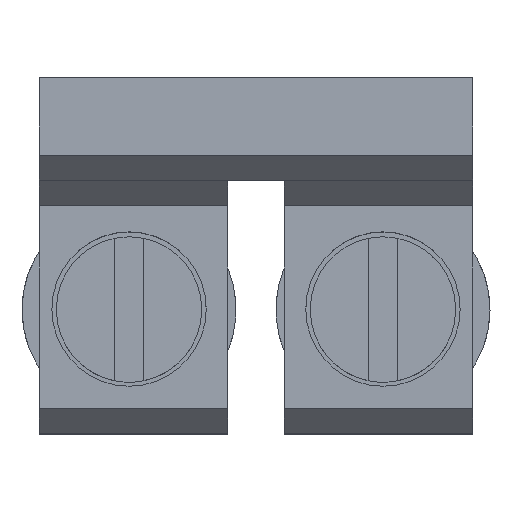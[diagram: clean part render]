
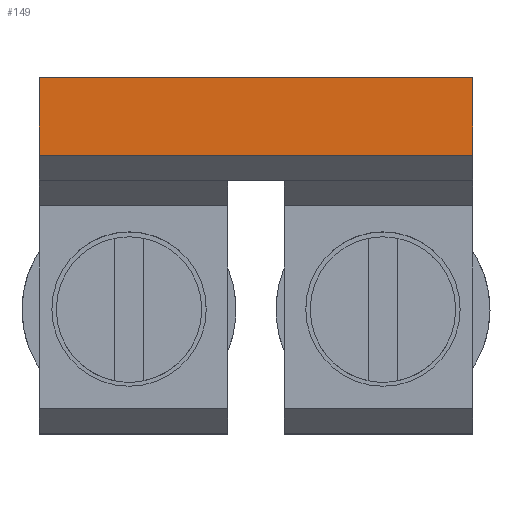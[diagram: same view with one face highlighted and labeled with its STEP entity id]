
A CAD part, top view. The second image highlights one B-rep face of the part: STEP entity #149.
In plain terms, the highlighted planar face has unit normal (0, 0, 1).
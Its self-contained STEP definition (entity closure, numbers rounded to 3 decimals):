
#149 = ADVANCED_FACE( '', ( #371 ), #372, .F. );
#371 = FACE_OUTER_BOUND( '', #679, .T. );
#372 = PLANE( '', #680 );
#679 = EDGE_LOOP( '', ( #1062, #1063, #1064, #1065 ) );
#680 = AXIS2_PLACEMENT_3D( '', #1066, #1067, #1068 );
#1062 = ORIENTED_EDGE( '', *, *, #1789, .T. );
#1063 = ORIENTED_EDGE( '', *, *, #1790, .F. );
#1064 = ORIENTED_EDGE( '', *, *, #1791, .F. );
#1065 = ORIENTED_EDGE( '', *, *, #1792, .T. );
#1066 = CARTESIAN_POINT( '', ( 8.7, 7.125, 23.35 ) );
#1067 = DIRECTION( '', ( 0., 0., -1. ) );
#1068 = DIRECTION( '', ( -1., 0., 0. ) );
#1789 = EDGE_CURVE( '', #2149, #2150, #2151, .T. );
#1790 = EDGE_CURVE( '', #2152, #2150, #2153, .T. );
#1791 = EDGE_CURVE( '', #2154, #2152, #2155, .T. );
#1792 = EDGE_CURVE( '', #2154, #2149, #2156, .T. );
#2149 = VERTEX_POINT( '', #2628 );
#2150 = VERTEX_POINT( '', #2629 );
#2151 = LINE( '', #2630, #2631 );
#2152 = VERTEX_POINT( '', #2632 );
#2153 = LINE( '', #2633, #2634 );
#2154 = VERTEX_POINT( '', #2635 );
#2155 = LINE( '', #2636, #2637 );
#2156 = LINE( '', #2638, #2639 );
#2628 = CARTESIAN_POINT( '', ( 0., 7.125, 23.35 ) );
#2629 = CARTESIAN_POINT( '', ( 0., 5.575, 23.35 ) );
#2630 = CARTESIAN_POINT( '', ( 0., 7.125, 23.35 ) );
#2631 = VECTOR( '', #3172, 1000. );
#2632 = CARTESIAN_POINT( '', ( 8.7, 5.575, 23.35 ) );
#2633 = CARTESIAN_POINT( '', ( 8.7, 5.575, 23.35 ) );
#2634 = VECTOR( '', #3173, 1000. );
#2635 = CARTESIAN_POINT( '', ( 8.7, 7.125, 23.35 ) );
#2636 = CARTESIAN_POINT( '', ( 8.7, 7.125, 23.35 ) );
#2637 = VECTOR( '', #3174, 1000. );
#2638 = CARTESIAN_POINT( '', ( 8.7, 7.125, 23.35 ) );
#2639 = VECTOR( '', #3175, 1000. );
#3172 = DIRECTION( '', ( 0., -1., 0. ) );
#3173 = DIRECTION( '', ( -1., 0., 0. ) );
#3174 = DIRECTION( '', ( 0., -1., 0. ) );
#3175 = DIRECTION( '', ( -1., 0., 0. ) );
